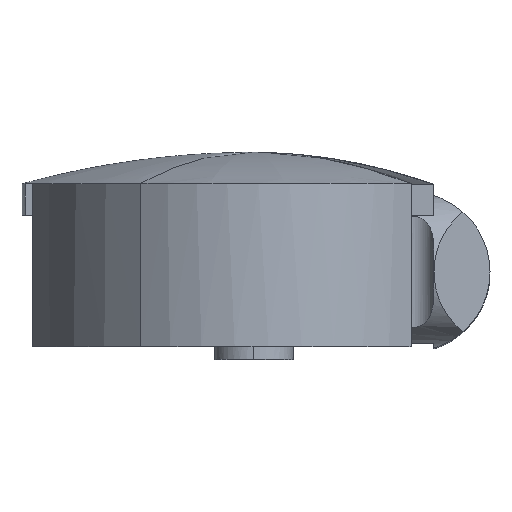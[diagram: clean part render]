
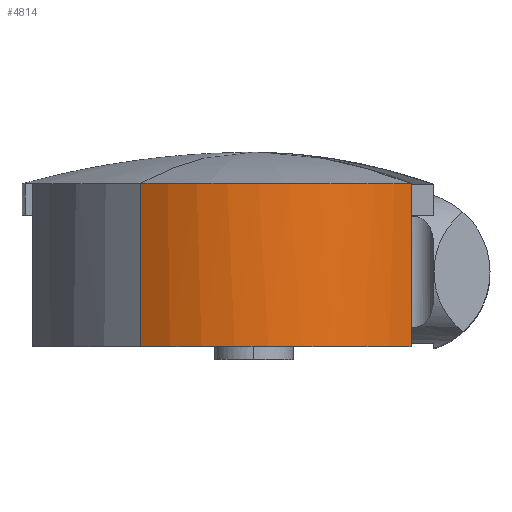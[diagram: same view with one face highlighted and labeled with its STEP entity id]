
A CAD part, top view. The second image highlights one B-rep face of the part: STEP entity #4814.
In plain terms, the highlighted cylindrical face has radius 18.459 mm (diameter 36.917 mm), a partial arc.
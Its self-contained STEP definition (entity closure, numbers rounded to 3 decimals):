
#28 = EDGE_CURVE ( 'NONE', #2642, #290, #2747, .T. ) ;
#31 = LINE ( 'NONE', #4329, #4295 ) ;
#119 = CARTESIAN_POINT ( 'NONE',  ( -2.334, 3., 31.647 ) ) ;
#184 = ORIENTED_EDGE ( 'NONE', *, *, #28, .F. ) ;
#208 = CARTESIAN_POINT ( 'NONE',  ( 17.64, 3., 32.651 ) ) ;
#228 = CARTESIAN_POINT ( 'NONE',  ( 9.009, 3., 35.106 ) ) ;
#290 = VERTEX_POINT ( 'NONE', #4273 ) ;
#567 = CARTESIAN_POINT ( 'NONE',  ( 10.823, 3., 34.959 ) ) ;
#585 = CARTESIAN_POINT ( 'NONE',  ( 8.401, 3., 35.115 ) ) ;
#605 = CARTESIAN_POINT ( 'NONE',  ( 22.713, 3., 28.395 ) ) ;
#651 = AXIS2_PLACEMENT_3D ( 'NONE', #3929, #1692, #4368 ) ;
#908 = CARTESIAN_POINT ( 'NONE',  ( 3.636, 3., 34.484 ) ) ;
#973 = CARTESIAN_POINT ( 'NONE',  ( 21.913, 3., 29.305 ) ) ;
#992 = CARTESIAN_POINT ( 'NONE',  ( 16.03, 3., 33.476 ) ) ;
#1050 = B_SPLINE_CURVE_WITH_KNOTS ( 'NONE', 3,
 ( #119, #3196, #2417, #1604, #1618, #4723, #908, #3575, #2151, #585, #228, #1308, #567, #2835, #1368, #3623, #992, #2905, #208, #2875, #3675, #3608, #4798, #973, #605, #3298 ),
 .UNSPECIFIED., .F., .F.,
 ( 4, 2, 2, 2, 2, 2, 2, 2, 2, 2, 2, 2, 4 ),
 ( 0., 0.004, 0.005, 0.007, 0.011, 0.013, 0.014, 0.018, 0.02, 0.022, 0.023, 0.025, 0.029 ),
 .UNSPECIFIED. ) ;
#1308 = CARTESIAN_POINT ( 'NONE',  ( 10.222, 3., 35.028 ) ) ;
#1333 = DIRECTION ( 'NONE',  ( 0., -1., 0. ) ) ;
#1368 = CARTESIAN_POINT ( 'NONE',  ( 13.766, 3., 34.357 ) ) ;
#1465 = AXIS2_PLACEMENT_3D ( 'NONE', #2695, #3466, #1879 ) ;
#1558 = CARTESIAN_POINT ( 'NONE',  ( 23.423, 3., 27.404 ) ) ;
#1604 = CARTESIAN_POINT ( 'NONE',  ( 1.341, 3., 33.704 ) ) ;
#1618 = CARTESIAN_POINT ( 'NONE',  ( 1.901, 3., 33.926 ) ) ;
#1665 = VERTEX_POINT ( 'NONE', #3295 ) ;
#1692 = DIRECTION ( 'NONE',  ( 0., -1., 0. ) ) ;
#1741 = FACE_OUTER_BOUND ( 'NONE', #2404, .T. ) ;
#1879 = DIRECTION ( 'NONE',  ( 0., 0., -1. ) ) ;
#2151 = CARTESIAN_POINT ( 'NONE',  ( 6.593, 3., 35.054 ) ) ;
#2180 = CARTESIAN_POINT ( 'NONE',  ( -2.334, 3., 31.647 ) ) ;
#2404 = EDGE_LOOP ( 'NONE', ( #2879, #184, #4328, #3647 ) ) ;
#2417 = CARTESIAN_POINT ( 'NONE',  ( -0.3, 3., 32.959 ) ) ;
#2430 = CYLINDRICAL_SURFACE ( 'NONE', #1465, 18.459 ) ;
#2642 = VERTEX_POINT ( 'NONE', #4134 ) ;
#2695 = CARTESIAN_POINT ( 'NONE',  ( 8.423, 3., 16.647 ) ) ;
#2747 = CIRCLE ( 'NONE', #651, 18.459 ) ;
#2835 = CARTESIAN_POINT ( 'NONE',  ( 12.604, 3., 34.666 ) ) ;
#2875 = CARTESIAN_POINT ( 'NONE',  ( 18.661, 3., 32.018 ) ) ;
#2879 = ORIENTED_EDGE ( 'NONE', *, *, #4169, .T. ) ;
#2905 = CARTESIAN_POINT ( 'NONE',  ( 17.114, 3., 32.943 ) ) ;
#3075 = EDGE_CURVE ( 'NONE', #4881, #2642, #31, .T. ) ;
#3146 = VECTOR ( 'NONE', #4888, 1000. ) ;
#3196 = CARTESIAN_POINT ( 'NONE',  ( -1.344, 3., 32.357 ) ) ;
#3295 = CARTESIAN_POINT ( 'NONE',  ( -2.334, 3., 31.647 ) ) ;
#3298 = CARTESIAN_POINT ( 'NONE',  ( 23.423, 3., 27.404 ) ) ;
#3466 = DIRECTION ( 'NONE',  ( 0., -1., 0. ) ) ;
#3554 = LINE ( 'NONE', #2180, #3146 ) ;
#3575 = CARTESIAN_POINT ( 'NONE',  ( 5.402, 3., 34.897 ) ) ;
#3608 = CARTESIAN_POINT ( 'NONE',  ( 20.115, 3., 30.943 ) ) ;
#3623 = CARTESIAN_POINT ( 'NONE',  ( 15.47, 3., 33.718 ) ) ;
#3647 = ORIENTED_EDGE ( 'NONE', *, *, #4418, .F. ) ;
#3675 = CARTESIAN_POINT ( 'NONE',  ( 19.156, 3., 31.676 ) ) ;
#3929 = CARTESIAN_POINT ( 'NONE',  ( 8.423, -12.55, 16.647 ) ) ;
#4134 = CARTESIAN_POINT ( 'NONE',  ( 23.423, -12.55, 27.404 ) ) ;
#4169 = EDGE_CURVE ( 'NONE', #1665, #290, #3554, .T. ) ;
#4273 = CARTESIAN_POINT ( 'NONE',  ( -2.334, -12.55, 31.647 ) ) ;
#4295 = VECTOR ( 'NONE', #1333, 1000. ) ;
#4328 = ORIENTED_EDGE ( 'NONE', *, *, #3075, .F. ) ;
#4329 = CARTESIAN_POINT ( 'NONE',  ( 23.423, 3., 27.404 ) ) ;
#4368 = DIRECTION ( 'NONE',  ( 0., 0., -1. ) ) ;
#4418 = EDGE_CURVE ( 'NONE', #1665, #4881, #1050, .T. ) ;
#4723 = CARTESIAN_POINT ( 'NONE',  ( 3.048, 3., 34.316 ) ) ;
#4798 = CARTESIAN_POINT ( 'NONE',  ( 20.58, 3., 30.55 ) ) ;
#4814 = ADVANCED_FACE ( 'NONE', ( #1741 ), #2430, .T. ) ;
#4881 = VERTEX_POINT ( 'NONE', #1558 ) ;
#4888 = DIRECTION ( 'NONE',  ( 0., -1., 0. ) ) ;
